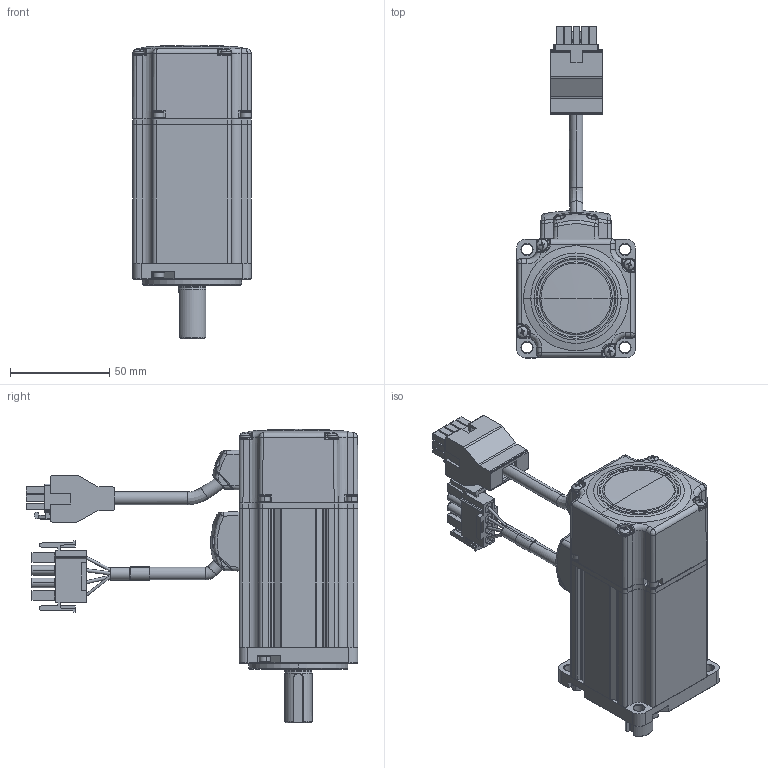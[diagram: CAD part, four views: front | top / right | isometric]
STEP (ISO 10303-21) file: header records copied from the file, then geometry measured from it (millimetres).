
FILE_DESCRIPTION (( 'STEP AP203' ), '1' );
FILE_NAME ('N0602XE2-KCD-N.STEP', '2021-06-02T02:42:30', ( 'moons' ), ( '' ), 'SwSTEP 2.0', 'SolidWorks 2015', '' );
FILE_SCHEMA (( 'CONFIG_CONTROL_DESIGN' ));
Products named in the file (1): N0602XE2-KCD-N
Bounding box: 60 x 167.46 x 148 mm (x, y, z)
Surface area: 62924.6 mm2 (no closed solid volume)
Topology: 0 solids, 47 shells, 1177 faces, 3361 edges, 2219 vertices
Faces by surface type: plane 544, cylinder 280, bspline 136, cone 134, torus 67, sphere 16
Entity records: 44224 total; most frequent: CARTESIAN_POINT 14213, DIRECTION 6159, ORIENTED_EDGE 5945, EDGE_CURVE 3357, VERTEX_POINT 2219, AXIS2_PLACEMENT_3D 2150, LINE 1859, VECTOR 1859
